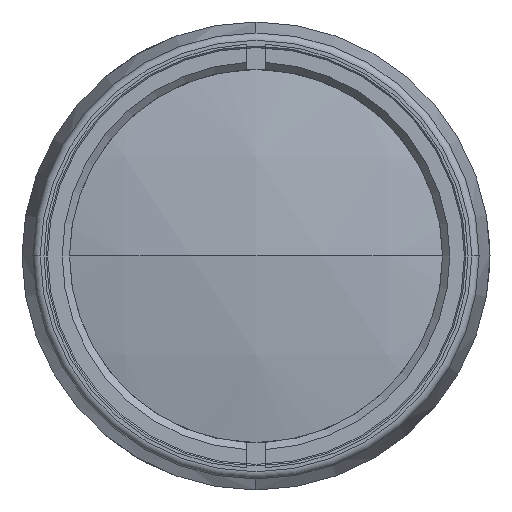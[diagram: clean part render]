
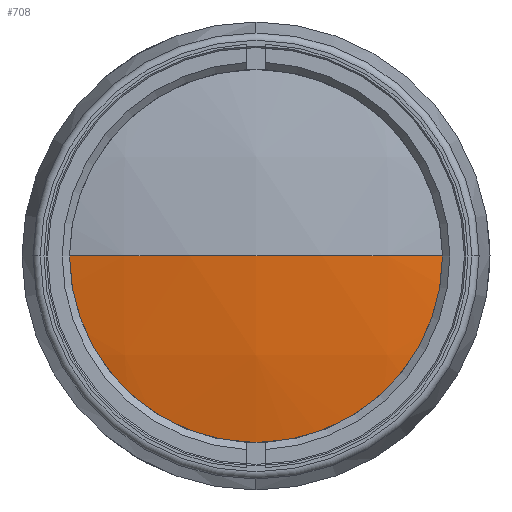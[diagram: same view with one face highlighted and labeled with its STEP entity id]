
A CAD part, left-side view. The second image highlights one B-rep face of the part: STEP entity #708.
In plain terms, the highlighted spherical face has radius 124 mm.
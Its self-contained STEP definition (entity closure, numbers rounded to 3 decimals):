
#11 = ORIENTED_EDGE ( 'NONE', *, *, #1191, .F. ) ;
#194 = EDGE_LOOP ( 'NONE', ( #2010, #324, #11 ) ) ;
#272 = AXIS2_PLACEMENT_3D ( 'NONE', #2199, #456, #956 ) ;
#324 = ORIENTED_EDGE ( 'NONE', *, *, #2921, .T. ) ;
#351 = DIRECTION ( 'NONE',  ( 0., 0., 1. ) ) ;
#456 = DIRECTION ( 'NONE',  ( -1., 0., 0. ) ) ;
#591 = CIRCLE ( 'NONE', #2105, 124. ) ;
#675 = AXIS2_PLACEMENT_3D ( 'NONE', #2082, #1046, #1593 ) ;
#708 = ADVANCED_FACE ( 'NONE', ( #1767 ), #2556, .T. ) ;
#807 = DIRECTION ( 'NONE',  ( 0., 0., -1. ) ) ;
#841 = CIRCLE ( 'NONE', #3108, 124. ) ;
#956 = DIRECTION ( 'NONE',  ( 0., 0., 1. ) ) ;
#1046 = DIRECTION ( 'NONE',  ( 0., 0., -1. ) ) ;
#1191 = EDGE_CURVE ( 'NONE', #2100, #3099, #841, .T. ) ;
#1349 = DIRECTION ( 'NONE',  ( 0., -1., 0. ) ) ;
#1385 = CARTESIAN_POINT ( 'NONE',  ( 16.66, 0., 0. ) ) ;
#1486 = CARTESIAN_POINT ( 'NONE',  ( 16.66, 0., 0. ) ) ;
#1512 = CARTESIAN_POINT ( 'NONE',  ( -104.365, 27., 0. ) ) ;
#1593 = DIRECTION ( 'NONE',  ( 0., 1., 0. ) ) ;
#1748 = CARTESIAN_POINT ( 'NONE',  ( -107.34, 0., 0. ) ) ;
#1767 = FACE_OUTER_BOUND ( 'NONE', #194, .T. ) ;
#1850 = VERTEX_POINT ( 'NONE', #2592 ) ;
#2002 = CIRCLE ( 'NONE', #272, 27. ) ;
#2010 = ORIENTED_EDGE ( 'NONE', *, *, #2813, .T. ) ;
#2082 = CARTESIAN_POINT ( 'NONE',  ( 16.66, 0., 0. ) ) ;
#2100 = VERTEX_POINT ( 'NONE', #1512 ) ;
#2105 = AXIS2_PLACEMENT_3D ( 'NONE', #1486, #807, #2756 ) ;
#2199 = CARTESIAN_POINT ( 'NONE',  ( -104.365, 0., 0. ) ) ;
#2556 = SPHERICAL_SURFACE ( 'NONE', #675, 124. ) ;
#2592 = CARTESIAN_POINT ( 'NONE',  ( -104.365, -27., 0. ) ) ;
#2756 = DIRECTION ( 'NONE',  ( 0., 1., 0. ) ) ;
#2813 = EDGE_CURVE ( 'NONE', #2100, #1850, #2002, .T. ) ;
#2921 = EDGE_CURVE ( 'NONE', #1850, #3099, #591, .T. ) ;
#3099 = VERTEX_POINT ( 'NONE', #1748 ) ;
#3108 = AXIS2_PLACEMENT_3D ( 'NONE', #1385, #351, #1349 ) ;
